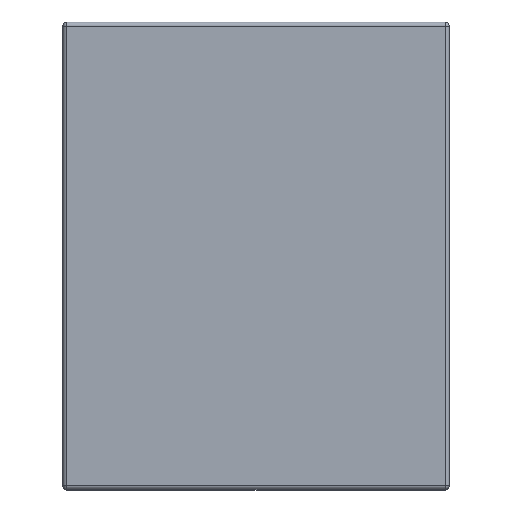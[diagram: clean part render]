
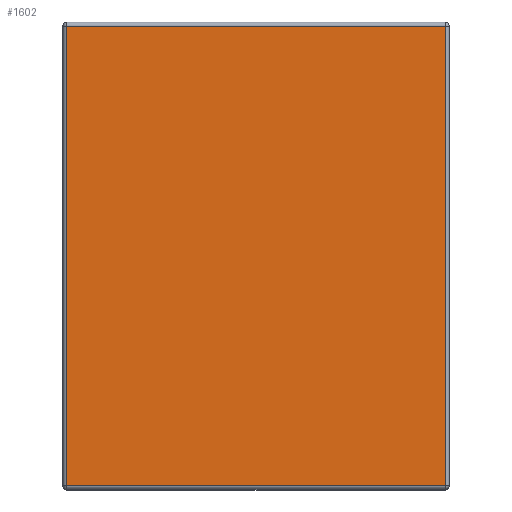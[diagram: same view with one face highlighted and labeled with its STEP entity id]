
A CAD part, top view. The second image highlights one B-rep face of the part: STEP entity #1602.
In plain terms, the highlighted planar face has unit normal (0, 0, 1).
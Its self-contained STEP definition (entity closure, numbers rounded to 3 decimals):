
#121=LINE('',#2537,#269);
#123=LINE('',#2541,#271);
#128=LINE('',#2548,#276);
#133=LINE('',#2556,#281);
#269=VECTOR('',#2033,10.);
#271=VECTOR('',#2039,10.);
#276=VECTOR('',#2048,10.);
#281=VECTOR('',#2059,10.);
#402=PLANE('',#1779);
#493=FACE_OUTER_BOUND('',#600,.T.);
#600=EDGE_LOOP('',(#1303,#1304,#1305,#1306));
#772=VERTEX_POINT('',#2508);
#774=VERTEX_POINT('',#2514);
#777=VERTEX_POINT('',#2524);
#780=VERTEX_POINT('',#2531);
#934=EDGE_CURVE('',#780,#774,#121,.T.);
#936=EDGE_CURVE('',#777,#780,#123,.T.);
#941=EDGE_CURVE('',#772,#777,#128,.T.);
#946=EDGE_CURVE('',#774,#772,#133,.T.);
#1303=ORIENTED_EDGE('',*,*,#934,.F.);
#1304=ORIENTED_EDGE('',*,*,#936,.F.);
#1305=ORIENTED_EDGE('',*,*,#941,.F.);
#1306=ORIENTED_EDGE('',*,*,#946,.F.);
#1602=ADVANCED_FACE('',(#493),#402,.T.);
#1779=AXIS2_PLACEMENT_3D('',#2639,#2149,#2150);
#2033=DIRECTION('',(-1.,0.,0.));
#2039=DIRECTION('',(0.,-1.,0.));
#2048=DIRECTION('',(1.,0.,0.));
#2059=DIRECTION('',(0.,1.,0.));
#2149=DIRECTION('center_axis',(0.,0.,1.));
#2150=DIRECTION('ref_axis',(1.,0.,0.));
#2508=CARTESIAN_POINT('',(0.1,11.4,7.));
#2514=CARTESIAN_POINT('',(0.1,0.1,7.));
#2524=CARTESIAN_POINT('',(9.4,11.4,7.));
#2531=CARTESIAN_POINT('',(9.4,0.1,7.));
#2537=CARTESIAN_POINT('',(2.375,0.1,7.));
#2541=CARTESIAN_POINT('',(9.4,0.,7.));
#2548=CARTESIAN_POINT('',(2.375,11.4,7.));
#2556=CARTESIAN_POINT('',(0.1,0.,7.));
#2639=CARTESIAN_POINT('Origin',(0.,0.,7.));
